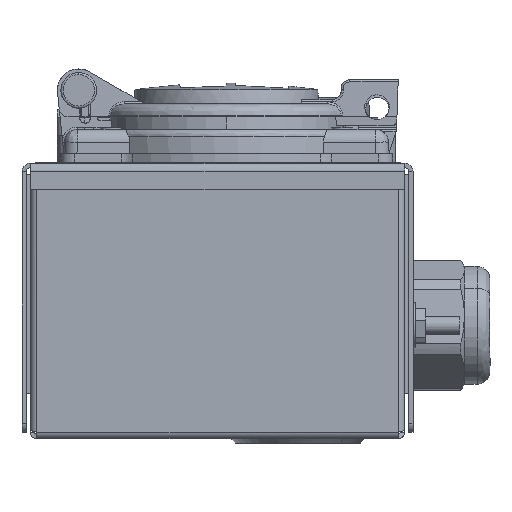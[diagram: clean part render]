
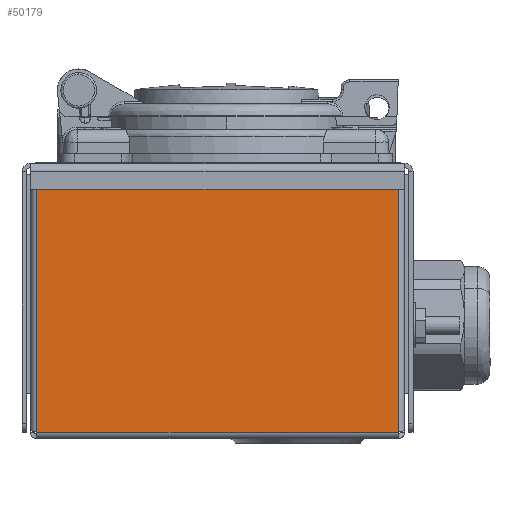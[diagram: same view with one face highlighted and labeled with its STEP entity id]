
A CAD part, left-side view. The second image highlights one B-rep face of the part: STEP entity #50179.
In plain terms, the highlighted planar face has unit normal (-1, 0, 0).
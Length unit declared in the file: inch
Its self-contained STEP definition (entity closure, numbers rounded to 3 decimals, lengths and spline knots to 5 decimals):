
#191 = VERTEX_POINT ( 'NONE', #54820 ) ;
#3159 = VERTEX_POINT ( 'NONE', #42384 ) ;
#4202 = CARTESIAN_POINT ( 'NONE',  ( -0.0273, 5.1602, -0.12145 ) ) ;
#7539 = CARTESIAN_POINT ( 'NONE',  ( -0.0273, 2.6252, -3.80625 ) ) ;
#8074 = ORIENTED_EDGE ( 'NONE', *, *, #40097, .F. ) ;
#8352 = EDGE_LOOP ( 'NONE', ( #57040, #18591, #23234, #8074 ) ) ;
#8385 = DIRECTION ( 'NONE',  ( 0., 0., 1. ) ) ;
#8441 = VERTEX_POINT ( 'NONE', #28756 ) ;
#9340 = DIRECTION ( 'NONE',  ( 0., 0., -1. ) ) ;
#10899 = DIRECTION ( 'NONE',  ( 0., -1., 0. ) ) ;
#12145 = PLANE ( 'NONE',  #41847 ) ;
#13005 = CARTESIAN_POINT ( 'NONE',  ( -0.0273, 0.0902, -0.12145 ) ) ;
#16480 = DIRECTION ( 'NONE',  ( -1., 0., 0. ) ) ;
#17500 = VECTOR ( 'NONE', #53313, 39.37008 ) ;
#18591 = ORIENTED_EDGE ( 'NONE', *, *, #39563, .T. ) ;
#19633 = LINE ( 'NONE', #55106, #54618 ) ;
#23234 = ORIENTED_EDGE ( 'NONE', *, *, #56218, .F. ) ;
#25792 = DIRECTION ( 'NONE',  ( 0., -1., 0. ) ) ;
#28756 = CARTESIAN_POINT ( 'NONE',  ( -0.0273, 5.1602, -3.71645 ) ) ;
#35089 = LINE ( 'NONE', #13005, #50009 ) ;
#36647 = LINE ( 'NONE', #54379, #38993 ) ;
#38993 = VECTOR ( 'NONE', #9340, 39.37008 ) ;
#39563 = EDGE_CURVE ( 'NONE', #8441, #191, #19633, .T. ) ;
#40097 = EDGE_CURVE ( 'NONE', #50705, #3159, #35089, .T. ) ;
#41847 = AXIS2_PLACEMENT_3D ( 'NONE', #7539, #16480, #8385 ) ;
#42384 = CARTESIAN_POINT ( 'NONE',  ( -0.0273, 0.0902, -0.12145 ) ) ;
#43207 = EDGE_CURVE ( 'NONE', #8441, #50705, #48940, .T. ) ;
#48594 = CARTESIAN_POINT ( 'NONE',  ( -0.0273, 5.1602, -0.12145 ) ) ;
#48940 = LINE ( 'NONE', #4202, #17500 ) ;
#50009 = VECTOR ( 'NONE', #25792, 39.37008 ) ;
#50179 = ADVANCED_FACE ( 'NONE', ( #52567 ), #12145, .T. ) ;
#50705 = VERTEX_POINT ( 'NONE', #48594 ) ;
#52567 = FACE_OUTER_BOUND ( 'NONE', #8352, .T. ) ;
#53313 = DIRECTION ( 'NONE',  ( 0., 0., 1. ) ) ;
#54379 = CARTESIAN_POINT ( 'NONE',  ( -0.0273, 0.0902, -3.74645 ) ) ;
#54618 = VECTOR ( 'NONE', #10899, 39.37008 ) ;
#54820 = CARTESIAN_POINT ( 'NONE',  ( -0.0273, 0.0902, -3.71645 ) ) ;
#55106 = CARTESIAN_POINT ( 'NONE',  ( -0.0273, 2.6252, -3.71645 ) ) ;
#56218 = EDGE_CURVE ( 'NONE', #3159, #191, #36647, .T. ) ;
#57040 = ORIENTED_EDGE ( 'NONE', *, *, #43207, .F. ) ;
